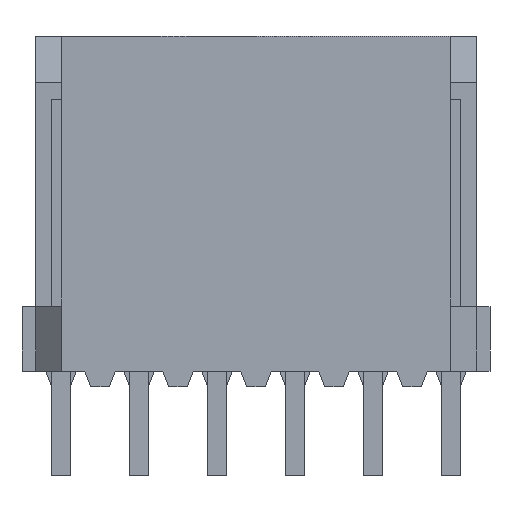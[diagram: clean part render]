
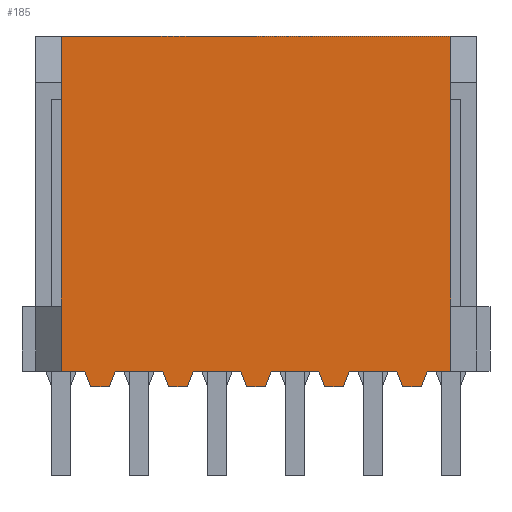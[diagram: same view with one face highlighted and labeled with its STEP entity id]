
A CAD part, front view. The second image highlights one B-rep face of the part: STEP entity #185.
In plain terms, the highlighted planar face has unit normal (0, -1, 0).
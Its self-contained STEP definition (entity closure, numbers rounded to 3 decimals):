
#185=ADVANCED_FACE('',(#643),#644,.T.);
#643=FACE_OUTER_BOUND('',#1252,.T.);
#644=PLANE('',#1253);
#1252=EDGE_LOOP('',(#2778,#2779,#2780,#2781,#2782,#2783,#2784,#2785,#2786,#2787,#2788,#2789,#2790,#2791,#2792,#2793,#2794,#2795,#2796,#2797,#2798,#2799,#2800,#2801));
#1253=AXIS2_PLACEMENT_3D('',#2802,#2803,#2804);
#2778=ORIENTED_EDGE('',*,*,#4451,.F.);
#2779=ORIENTED_EDGE('',*,*,#4452,.T.);
#2780=ORIENTED_EDGE('',*,*,#4453,.F.);
#2781=ORIENTED_EDGE('',*,*,#4156,.F.);
#2782=ORIENTED_EDGE('',*,*,#4454,.F.);
#2783=ORIENTED_EDGE('',*,*,#4455,.T.);
#2784=ORIENTED_EDGE('',*,*,#4456,.F.);
#2785=ORIENTED_EDGE('',*,*,#4152,.F.);
#2786=ORIENTED_EDGE('',*,*,#4457,.F.);
#2787=ORIENTED_EDGE('',*,*,#4458,.T.);
#2788=ORIENTED_EDGE('',*,*,#4459,.F.);
#2789=ORIENTED_EDGE('',*,*,#4148,.F.);
#2790=ORIENTED_EDGE('',*,*,#4460,.F.);
#2791=ORIENTED_EDGE('',*,*,#4461,.T.);
#2792=ORIENTED_EDGE('',*,*,#4462,.F.);
#2793=ORIENTED_EDGE('',*,*,#4144,.F.);
#2794=ORIENTED_EDGE('',*,*,#4463,.F.);
#2795=ORIENTED_EDGE('',*,*,#4464,.T.);
#2796=ORIENTED_EDGE('',*,*,#4465,.F.);
#2797=ORIENTED_EDGE('',*,*,#4140,.T.);
#2798=ORIENTED_EDGE('',*,*,#4450,.F.);
#2799=ORIENTED_EDGE('',*,*,#4466,.F.);
#2800=ORIENTED_EDGE('',*,*,#4467,.T.);
#2801=ORIENTED_EDGE('',*,*,#4160,.F.);
#2802=CARTESIAN_POINT('',(-7.62,-3.77,0.0));
#2803=DIRECTION('',(0.0,-1.0,0.0));
#2804=DIRECTION('',(0.0,0.0,-1.0));
#4140=EDGE_CURVE('',#5080,#5077,#5081,.T.);
#4144=EDGE_CURVE('',#5086,#5088,#5089,.T.);
#4148=EDGE_CURVE('',#5094,#5096,#5097,.T.);
#4152=EDGE_CURVE('',#5102,#5104,#5105,.T.);
#4156=EDGE_CURVE('',#5110,#5112,#5113,.T.);
#4160=EDGE_CURVE('',#5118,#5120,#5121,.T.);
#4450=EDGE_CURVE('',#5598,#5077,#5600,.T.);
#4451=EDGE_CURVE('',#5601,#5118,#5602,.T.);
#4452=EDGE_CURVE('',#5601,#5603,#5604,.T.);
#4453=EDGE_CURVE('',#5112,#5603,#5605,.T.);
#4454=EDGE_CURVE('',#5606,#5110,#5607,.T.);
#4455=EDGE_CURVE('',#5606,#5608,#5609,.T.);
#4456=EDGE_CURVE('',#5104,#5608,#5610,.T.);
#4457=EDGE_CURVE('',#5611,#5102,#5612,.T.);
#4458=EDGE_CURVE('',#5611,#5613,#5614,.T.);
#4459=EDGE_CURVE('',#5096,#5613,#5615,.T.);
#4460=EDGE_CURVE('',#5616,#5094,#5617,.T.);
#4461=EDGE_CURVE('',#5616,#5618,#5619,.T.);
#4462=EDGE_CURVE('',#5088,#5618,#5620,.T.);
#4463=EDGE_CURVE('',#5621,#5086,#5622,.T.);
#4464=EDGE_CURVE('',#5621,#5623,#5624,.T.);
#4465=EDGE_CURVE('',#5080,#5623,#5625,.T.);
#4466=EDGE_CURVE('',#5626,#5598,#5627,.T.);
#4467=EDGE_CURVE('',#5626,#5120,#5628,.T.);
#5077=VERTEX_POINT('',#6487);
#5080=VERTEX_POINT('',#6491);
#5081=LINE('',#6492,#6493);
#5086=VERTEX_POINT('',#6500);
#5088=VERTEX_POINT('',#6503);
#5089=LINE('',#6504,#6505);
#5094=VERTEX_POINT('',#6512);
#5096=VERTEX_POINT('',#6515);
#5097=LINE('',#6516,#6517);
#5102=VERTEX_POINT('',#6524);
#5104=VERTEX_POINT('',#6527);
#5105=LINE('',#6528,#6529);
#5110=VERTEX_POINT('',#6536);
#5112=VERTEX_POINT('',#6539);
#5113=LINE('',#6540,#6541);
#5118=VERTEX_POINT('',#6548);
#5120=VERTEX_POINT('',#6551);
#5121=LINE('',#6552,#6553);
#5598=VERTEX_POINT('',#7316);
#5600=LINE('',#7319,#7320);
#5601=VERTEX_POINT('',#7321);
#5602=LINE('',#7322,#7323);
#5603=VERTEX_POINT('',#7324);
#5604=LINE('',#7325,#7326);
#5605=LINE('',#7327,#7328);
#5606=VERTEX_POINT('',#7329);
#5607=LINE('',#7330,#7331);
#5608=VERTEX_POINT('',#7332);
#5609=LINE('',#7333,#7334);
#5610=LINE('',#7335,#7336);
#5611=VERTEX_POINT('',#7337);
#5612=LINE('',#7338,#7339);
#5613=VERTEX_POINT('',#7340);
#5614=LINE('',#7341,#7342);
#5615=LINE('',#7343,#7344);
#5616=VERTEX_POINT('',#7345);
#5617=LINE('',#7346,#7347);
#5618=VERTEX_POINT('',#7348);
#5619=LINE('',#7349,#7350);
#5620=LINE('',#7351,#7352);
#5621=VERTEX_POINT('',#7353);
#5622=LINE('',#7354,#7355);
#5623=VERTEX_POINT('',#7356);
#5624=LINE('',#7357,#7358);
#5625=LINE('',#7359,#7360);
#5626=VERTEX_POINT('',#7361);
#5627=LINE('',#7362,#7363);
#5628=LINE('',#7364,#7365);
#6487=CARTESIAN_POINT('',(6.35,-3.77,-10.9));
#6491=CARTESIAN_POINT('',(5.58,-3.77,-10.9));
#6492=CARTESIAN_POINT('',(5.58,-3.77,-10.9));
#6493=VECTOR('',#8248,0.77);
#6500=CARTESIAN_POINT('',(4.58,-3.77,-10.9));
#6503=CARTESIAN_POINT('',(3.04,-3.77,-10.9));
#6504=CARTESIAN_POINT('',(4.58,-3.77,-10.9));
#6505=VECTOR('',#8252,1.54);
#6512=CARTESIAN_POINT('',(2.04,-3.77,-10.9));
#6515=CARTESIAN_POINT('',(0.5,-3.77,-10.9));
#6516=CARTESIAN_POINT('',(2.04,-3.77,-10.9));
#6517=VECTOR('',#8256,1.54);
#6524=CARTESIAN_POINT('',(-0.5,-3.77,-10.9));
#6527=CARTESIAN_POINT('',(-2.04,-3.77,-10.9));
#6528=CARTESIAN_POINT('',(-0.5,-3.77,-10.9));
#6529=VECTOR('',#8260,1.54);
#6536=CARTESIAN_POINT('',(-3.04,-3.77,-10.9));
#6539=CARTESIAN_POINT('',(-4.58,-3.77,-10.9));
#6540=CARTESIAN_POINT('',(-3.04,-3.77,-10.9));
#6541=VECTOR('',#8264,1.54);
#6548=CARTESIAN_POINT('',(-5.58,-3.77,-10.9));
#6551=CARTESIAN_POINT('',(-6.35,-3.77,-10.9));
#6552=CARTESIAN_POINT('',(-5.58,-3.77,-10.9));
#6553=VECTOR('',#8268,0.77);
#7316=CARTESIAN_POINT('',(6.35,-3.77,0.0));
#7319=CARTESIAN_POINT('',(6.35,-3.77,0.0));
#7320=VECTOR('',#8562,10.9);
#7321=CARTESIAN_POINT('',(-5.38,-3.77,-11.4));
#7322=CARTESIAN_POINT('',(-5.38,-3.77,-11.4));
#7323=VECTOR('',#8563,0.539);
#7324=CARTESIAN_POINT('',(-4.78,-3.77,-11.4));
#7325=CARTESIAN_POINT('',(-5.38,-3.77,-11.4));
#7326=VECTOR('',#8564,0.6);
#7327=CARTESIAN_POINT('',(-4.58,-3.77,-10.9));
#7328=VECTOR('',#8565,0.539);
#7329=CARTESIAN_POINT('',(-2.84,-3.77,-11.4));
#7330=CARTESIAN_POINT('',(-2.84,-3.77,-11.4));
#7331=VECTOR('',#8566,0.539);
#7332=CARTESIAN_POINT('',(-2.24,-3.77,-11.4));
#7333=CARTESIAN_POINT('',(-2.84,-3.77,-11.4));
#7334=VECTOR('',#8567,0.6);
#7335=CARTESIAN_POINT('',(-2.04,-3.77,-10.9));
#7336=VECTOR('',#8568,0.539);
#7337=CARTESIAN_POINT('',(-0.3,-3.77,-11.4));
#7338=CARTESIAN_POINT('',(-0.3,-3.77,-11.4));
#7339=VECTOR('',#8569,0.539);
#7340=CARTESIAN_POINT('',(0.3,-3.77,-11.4));
#7341=CARTESIAN_POINT('',(-0.3,-3.77,-11.4));
#7342=VECTOR('',#8570,0.6);
#7343=CARTESIAN_POINT('',(0.5,-3.77,-10.9));
#7344=VECTOR('',#8571,0.539);
#7345=CARTESIAN_POINT('',(2.24,-3.77,-11.4));
#7346=CARTESIAN_POINT('',(2.24,-3.77,-11.4));
#7347=VECTOR('',#8572,0.539);
#7348=CARTESIAN_POINT('',(2.84,-3.77,-11.4));
#7349=CARTESIAN_POINT('',(2.24,-3.77,-11.4));
#7350=VECTOR('',#8573,0.6);
#7351=CARTESIAN_POINT('',(3.04,-3.77,-10.9));
#7352=VECTOR('',#8574,0.539);
#7353=CARTESIAN_POINT('',(4.78,-3.77,-11.4));
#7354=CARTESIAN_POINT('',(4.78,-3.77,-11.4));
#7355=VECTOR('',#8575,0.539);
#7356=CARTESIAN_POINT('',(5.38,-3.77,-11.4));
#7357=CARTESIAN_POINT('',(4.78,-3.77,-11.4));
#7358=VECTOR('',#8576,0.6);
#7359=CARTESIAN_POINT('',(5.58,-3.77,-10.9));
#7360=VECTOR('',#8577,0.539);
#7361=CARTESIAN_POINT('',(-6.35,-3.77,0.0));
#7362=CARTESIAN_POINT('',(-6.35,-3.77,0.0));
#7363=VECTOR('',#8578,12.7);
#7364=CARTESIAN_POINT('',(-6.35,-3.77,0.0));
#7365=VECTOR('',#8579,10.9);
#8248=DIRECTION('',(1.0,0.0,0.0));
#8252=DIRECTION('',(-1.0,0.0,0.0));
#8256=DIRECTION('',(-1.0,0.0,0.0));
#8260=DIRECTION('',(-1.0,0.0,0.0));
#8264=DIRECTION('',(-1.0,0.0,0.0));
#8268=DIRECTION('',(-1.0,0.0,0.0));
#8562=DIRECTION('',(0.0,0.0,-1.0));
#8563=DIRECTION('',(-0.371,0.0,0.928));
#8564=DIRECTION('',(1.0,0.0,0.0));
#8565=DIRECTION('',(-0.371,0.0,-0.928));
#8566=DIRECTION('',(-0.371,0.0,0.928));
#8567=DIRECTION('',(1.0,0.0,0.0));
#8568=DIRECTION('',(-0.371,0.0,-0.928));
#8569=DIRECTION('',(-0.371,0.0,0.928));
#8570=DIRECTION('',(1.0,0.0,0.0));
#8571=DIRECTION('',(-0.371,0.0,-0.928));
#8572=DIRECTION('',(-0.371,0.0,0.928));
#8573=DIRECTION('',(1.0,0.0,0.0));
#8574=DIRECTION('',(-0.371,0.0,-0.928));
#8575=DIRECTION('',(-0.371,0.0,0.928));
#8576=DIRECTION('',(1.0,0.0,0.0));
#8577=DIRECTION('',(-0.371,0.0,-0.928));
#8578=DIRECTION('',(1.0,0.0,0.0));
#8579=DIRECTION('',(0.0,0.0,-1.0));
